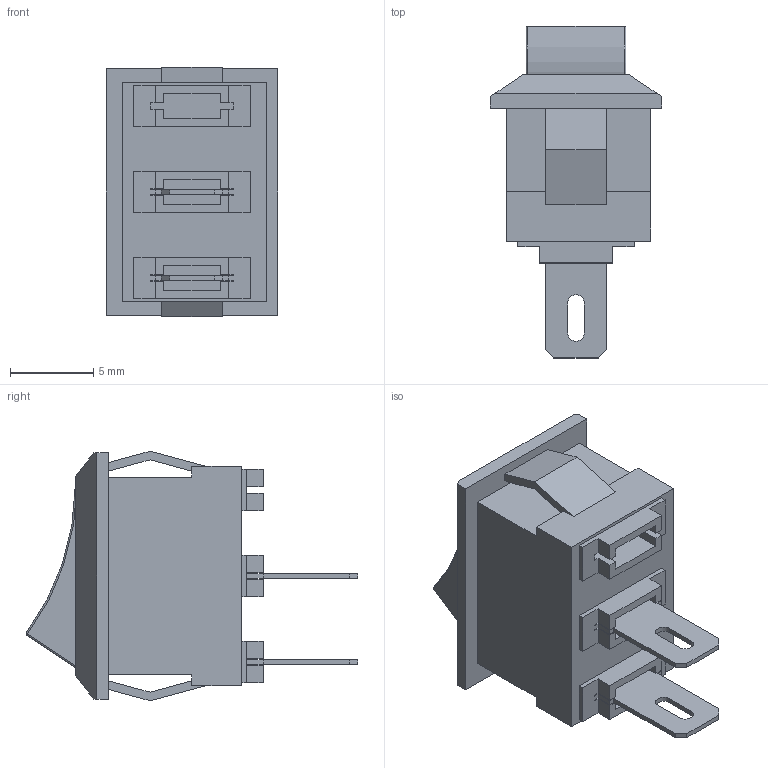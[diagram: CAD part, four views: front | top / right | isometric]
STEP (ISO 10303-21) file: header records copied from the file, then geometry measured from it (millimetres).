
FILE_DESCRIPTION(/* description */ ('STEP AP203'),/* implementation_level */ '2;1');
FILE_NAME(/* name */ 'Switch on off.stp',/* time_stamp */ '2023-02-19T00:57:20+03:00',/* author */ ('Tasya'),/* organization */ (''),/* preprocessor_version */ 'ST-DEVELOPER v18.1',/* originating_system */ 'Autodesk Inventor 2021',/* authorisation */ '');
FILE_SCHEMA (('AUTOMOTIVE_DESIGN { 1 0 10303 214 3 1 1 }'));
Length unit declared in the file: millimetre
Products named in the file (1): Switch on off
Bounding box: 10.3 x 19.96 x 15 mm (x, y, z)
Volume: 1231.4 mm3; surface area: 1243.7 mm2
Topology: 2 solids, 2 shells, 171 faces, 488 edges, 318 vertices
Faces by surface type: plane 149, cylinder 14, sphere 6, torus 2
Entity records: 5532 total; most frequent: CARTESIAN_POINT 976, ORIENTED_EDGE 972, DIRECTION 864, EDGE_CURVE 486, LINE 452, VECTOR 452, VERTEX_POINT 318, AXIS2_PLACEMENT_3D 206
